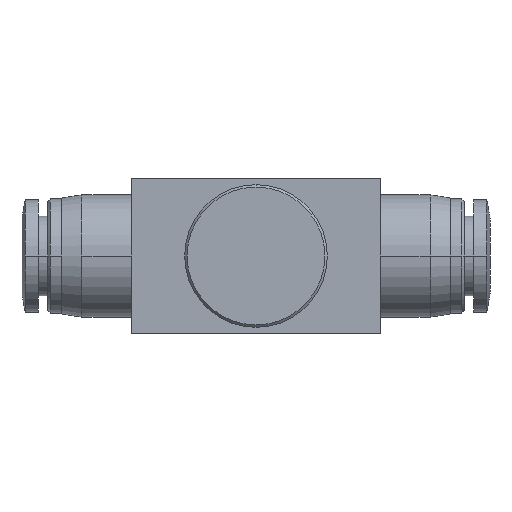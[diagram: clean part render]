
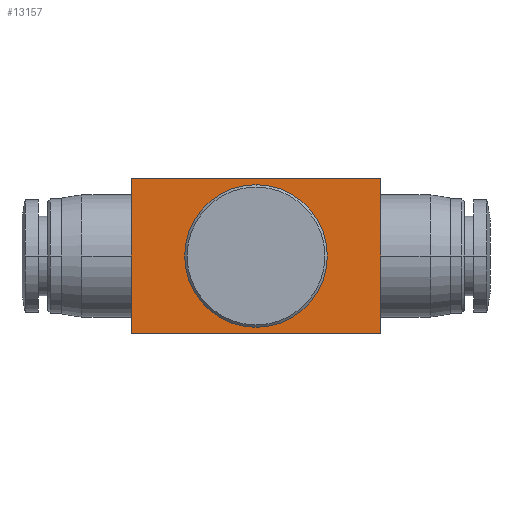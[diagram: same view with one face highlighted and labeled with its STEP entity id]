
A CAD part, front view. The second image highlights one B-rep face of the part: STEP entity #13157.
In plain terms, the highlighted planar face has unit normal (0, -1, 0).
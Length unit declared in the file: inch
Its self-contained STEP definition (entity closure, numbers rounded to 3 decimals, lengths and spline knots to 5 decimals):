
#201 = VERTEX_POINT ( 'NONE', #6681 ) ;
#230 = VERTEX_POINT ( 'NONE', #21405 ) ;
#284 = FACE_BOUND ( 'NONE', #11478, .T. ) ;
#656 = CARTESIAN_POINT ( 'NONE',  ( 0.60236, 0.06693, 0. ) ) ;
#680 = LINE ( 'NONE', #656, #20895 ) ;
#2055 = CARTESIAN_POINT ( 'NONE',  ( -0.34449, 0.06693, 0. ) ) ;
#2069 = ORIENTED_EDGE ( 'NONE', *, *, #21962, .T. ) ;
#2111 = LINE ( 'NONE', #19493, #12186 ) ;
#2611 = CIRCLE ( 'NONE', #21323, 0.34449 ) ;
#2824 = EDGE_CURVE ( 'NONE', #230, #16744, #2611, .T. ) ;
#2945 = CARTESIAN_POINT ( 'NONE',  ( 0., 0.06693, 0. ) ) ;
#3124 = CARTESIAN_POINT ( 'NONE',  ( 0.60236, 0.06693, 0.37402 ) ) ;
#3628 = ORIENTED_EDGE ( 'NONE', *, *, #2824, .T. ) ;
#3629 = AXIS2_PLACEMENT_3D ( 'NONE', #2945, #16219, #4839 ) ;
#3708 = LINE ( 'NONE', #21943, #18251 ) ;
#3942 = DIRECTION ( 'NONE',  ( 0., 0., -1. ) ) ;
#4747 = CIRCLE ( 'NONE', #3629, 0.34449 ) ;
#4816 = CARTESIAN_POINT ( 'NONE',  ( 0., 0.06693, 0.34449 ) ) ;
#4839 = DIRECTION ( 'NONE',  ( 0., 0., 1. ) ) ;
#5027 = CARTESIAN_POINT ( 'NONE',  ( -0.60236, 0.06693, 0. ) ) ;
#5987 = LINE ( 'NONE', #5027, #16085 ) ;
#6215 = VERTEX_POINT ( 'NONE', #21502 ) ;
#6681 = CARTESIAN_POINT ( 'NONE',  ( -0.60236, 0.06693, -0.37402 ) ) ;
#7053 = CARTESIAN_POINT ( 'NONE',  ( 0., 0.06693, 0. ) ) ;
#7402 = VERTEX_POINT ( 'NONE', #7907 ) ;
#7907 = CARTESIAN_POINT ( 'NONE',  ( 0.60236, 0.06693, -0.37402 ) ) ;
#7951 = ORIENTED_EDGE ( 'NONE', *, *, #10601, .F. ) ;
#8070 = DIRECTION ( 'NONE',  ( -1., 0., 0. ) ) ;
#8741 = DIRECTION ( 'NONE',  ( 0., 0., -1. ) ) ;
#8957 = DIRECTION ( 'NONE',  ( 0., 0., 1. ) ) ;
#10019 = EDGE_CURVE ( 'NONE', #201, #7402, #3708, .T. ) ;
#10369 = FACE_OUTER_BOUND ( 'NONE', #14433, .T. ) ;
#10562 = DIRECTION ( 'NONE',  ( 1., 0., 0. ) ) ;
#10601 = EDGE_CURVE ( 'NONE', #16013, #7402, #680, .T. ) ;
#11478 = EDGE_LOOP ( 'NONE', ( #14033, #3628 ) ) ;
#12186 = VECTOR ( 'NONE', #8070, 39.37008 ) ;
#13013 = EDGE_CURVE ( 'NONE', #16744, #230, #4747, .T. ) ;
#13157 = ADVANCED_FACE ( 'NONE', ( #284, #10369 ), #13333, .T. ) ;
#13333 = PLANE ( 'NONE',  #19734 ) ;
#14033 = ORIENTED_EDGE ( 'NONE', *, *, #13013, .T. ) ;
#14433 = EDGE_LOOP ( 'NONE', ( #18322, #7951, #23862, #2069 ) ) ;
#15335 = DIRECTION ( 'NONE',  ( 0., -1., 0. ) ) ;
#15850 = DIRECTION ( 'NONE',  ( 0., 0., -1. ) ) ;
#16013 = VERTEX_POINT ( 'NONE', #3124 ) ;
#16085 = VECTOR ( 'NONE', #8741, 39.37008 ) ;
#16219 = DIRECTION ( 'NONE',  ( 0., 1., 0. ) ) ;
#16744 = VERTEX_POINT ( 'NONE', #4816 ) ;
#18251 = VECTOR ( 'NONE', #10562, 39.37008 ) ;
#18322 = ORIENTED_EDGE ( 'NONE', *, *, #10019, .T. ) ;
#19493 = CARTESIAN_POINT ( 'NONE',  ( -0.34449, 0.06693, 0.37402 ) ) ;
#19734 = AXIS2_PLACEMENT_3D ( 'NONE', #2055, #15335, #3942 ) ;
#20367 = DIRECTION ( 'NONE',  ( 0., 1., 0. ) ) ;
#20895 = VECTOR ( 'NONE', #15850, 39.37008 ) ;
#21323 = AXIS2_PLACEMENT_3D ( 'NONE', #7053, #20367, #8957 ) ;
#21405 = CARTESIAN_POINT ( 'NONE',  ( 0., 0.06693, -0.34449 ) ) ;
#21502 = CARTESIAN_POINT ( 'NONE',  ( -0.60236, 0.06693, 0.37402 ) ) ;
#21943 = CARTESIAN_POINT ( 'NONE',  ( 0., 0.06693, -0.37402 ) ) ;
#21962 = EDGE_CURVE ( 'NONE', #6215, #201, #5987, .T. ) ;
#22331 = EDGE_CURVE ( 'NONE', #16013, #6215, #2111, .T. ) ;
#23862 = ORIENTED_EDGE ( 'NONE', *, *, #22331, .T. ) ;
